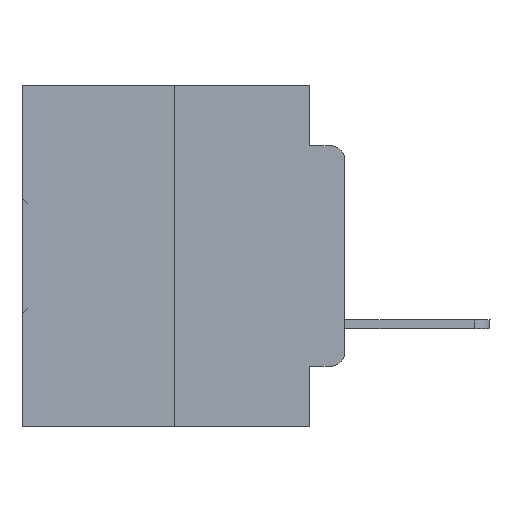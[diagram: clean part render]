
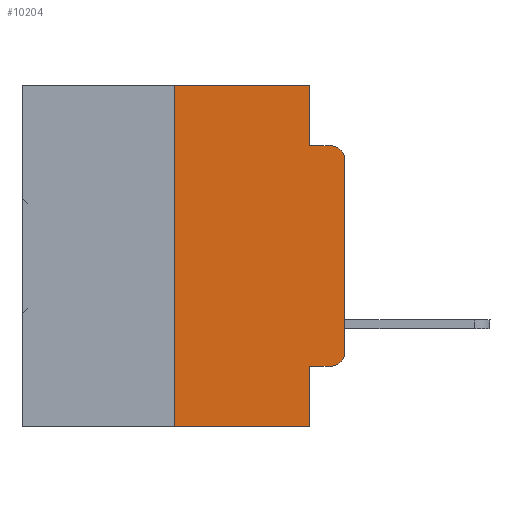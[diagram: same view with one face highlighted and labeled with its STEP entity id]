
A CAD part, left-side view. The second image highlights one B-rep face of the part: STEP entity #10204.
In plain terms, the highlighted planar face has unit normal (-1, 0, 0).
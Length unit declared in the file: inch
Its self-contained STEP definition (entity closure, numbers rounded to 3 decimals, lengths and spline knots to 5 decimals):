
#1084 = CARTESIAN_POINT ( 'NONE',  ( 0., 0.473, -0.5 ) ) ;
#1106 = ORIENTED_EDGE ( 'NONE', *, *, #11350, .F. ) ;
#1427 = CIRCLE ( 'NONE', #29810, 0.02 ) ;
#1641 = CARTESIAN_POINT ( 'NONE',  ( 0., 0., -0.1085 ) ) ;
#2346 = DIRECTION ( 'NONE',  ( 0., -1., 0. ) ) ;
#2560 = LINE ( 'NONE', #4943, #17148 ) ;
#2880 = CARTESIAN_POINT ( 'NONE',  ( 0., 0., 0. ) ) ;
#2983 = VECTOR ( 'NONE', #14082, 39.37008 ) ;
#3018 = CARTESIAN_POINT ( 'NONE',  ( 0., 0.02, -0.3915 ) ) ;
#3250 = VERTEX_POINT ( 'NONE', #21350 ) ;
#3884 = VERTEX_POINT ( 'NONE', #4051 ) ;
#4011 = ORIENTED_EDGE ( 'NONE', *, *, #19702, .F. ) ;
#4051 = CARTESIAN_POINT ( 'NONE',  ( 0., 0., -0.3915 ) ) ;
#4090 = VERTEX_POINT ( 'NONE', #13079 ) ;
#4230 = LINE ( 'NONE', #30020, #16582 ) ;
#4515 = EDGE_CURVE ( 'NONE', #25427, #5004, #18500, .T. ) ;
#4583 = VECTOR ( 'NONE', #2346, 39.37008 ) ;
#4943 = CARTESIAN_POINT ( 'NONE',  ( 0., 0.051, 0. ) ) ;
#5004 = VERTEX_POINT ( 'NONE', #9787 ) ;
#5105 = DIRECTION ( 'NONE',  ( 0., 0., 1. ) ) ;
#6773 = DIRECTION ( 'NONE',  ( -1., 0., 0. ) ) ;
#6798 = LINE ( 'NONE', #27471, #6905 ) ;
#6856 = ORIENTED_EDGE ( 'NONE', *, *, #33201, .F. ) ;
#6905 = VECTOR ( 'NONE', #17558, 39.37008 ) ;
#7301 = CARTESIAN_POINT ( 'NONE',  ( 0., 0.051, -0.0885 ) ) ;
#7593 = EDGE_CURVE ( 'NONE', #26080, #3250, #32034, .T. ) ;
#8997 = FACE_OUTER_BOUND ( 'NONE', #15237, .T. ) ;
#9215 = VERTEX_POINT ( 'NONE', #18014 ) ;
#9760 = ORIENTED_EDGE ( 'NONE', *, *, #12854, .T. ) ;
#9787 = CARTESIAN_POINT ( 'NONE',  ( 0., 0.02, -0.4115 ) ) ;
#10204 = ADVANCED_FACE ( 'NONE', ( #8997 ), #19073, .F. ) ;
#10474 = CARTESIAN_POINT ( 'NONE',  ( 0., 0.051, -0.4115 ) ) ;
#11350 = EDGE_CURVE ( 'NONE', #9215, #4090, #2560, .T. ) ;
#11729 = DIRECTION ( 'NONE',  ( 1., 0., 0. ) ) ;
#11917 = VERTEX_POINT ( 'NONE', #26899 ) ;
#12723 = ORIENTED_EDGE ( 'NONE', *, *, #4515, .T. ) ;
#12854 = EDGE_CURVE ( 'NONE', #5004, #3884, #1427, .T. ) ;
#13079 = CARTESIAN_POINT ( 'NONE',  ( 0., 0.051, -0.0885 ) ) ;
#13092 = LINE ( 'NONE', #7301, #4583 ) ;
#14082 = DIRECTION ( 'NONE',  ( 0., -1., 0. ) ) ;
#14191 = ORIENTED_EDGE ( 'NONE', *, *, #29023, .T. ) ;
#15197 = LINE ( 'NONE', #2880, #29594 ) ;
#15237 = EDGE_LOOP ( 'NONE', ( #14191, #29696, #24256, #1106, #17282, #4011, #16078, #6856, #12723, #9760 ) ) ;
#16078 = ORIENTED_EDGE ( 'NONE', *, *, #31449, .T. ) ;
#16349 = DIRECTION ( 'NONE',  ( 0., 0., -1. ) ) ;
#16582 = VECTOR ( 'NONE', #27961, 39.37008 ) ;
#17148 = VECTOR ( 'NONE', #30925, 39.37008 ) ;
#17282 = ORIENTED_EDGE ( 'NONE', *, *, #30623, .F. ) ;
#17558 = DIRECTION ( 'NONE',  ( 0., 0., -1. ) ) ;
#18014 = CARTESIAN_POINT ( 'NONE',  ( 0., 0.051, 0. ) ) ;
#18500 = LINE ( 'NONE', #10474, #22796 ) ;
#19073 = PLANE ( 'NONE',  #27342 ) ;
#19702 = EDGE_CURVE ( 'NONE', #28288, #11917, #28803, .T. ) ;
#21350 = CARTESIAN_POINT ( 'NONE',  ( 0., 0.02, -0.0885 ) ) ;
#22796 = VECTOR ( 'NONE', #28910, 39.37008 ) ;
#23335 = DIRECTION ( 'NONE',  ( -1., 0., 0. ) ) ;
#24192 = CARTESIAN_POINT ( 'NONE',  ( 0., 0.25, 0. ) ) ;
#24256 = ORIENTED_EDGE ( 'NONE', *, *, #30728, .F. ) ;
#24313 = CARTESIAN_POINT ( 'NONE',  ( 0., 0.25, -0.5 ) ) ;
#24693 = CARTESIAN_POINT ( 'NONE',  ( 0., 0.473, 0. ) ) ;
#25035 = DIRECTION ( 'NONE',  ( 0., 0., -1. ) ) ;
#25427 = VERTEX_POINT ( 'NONE', #28070 ) ;
#25480 = AXIS2_PLACEMENT_3D ( 'NONE', #30347, #6773, #25035 ) ;
#26080 = VERTEX_POINT ( 'NONE', #1641 ) ;
#26586 = VERTEX_POINT ( 'NONE', #29967 ) ;
#26587 = DIRECTION ( 'NONE',  ( 0., 0., -1. ) ) ;
#26899 = CARTESIAN_POINT ( 'NONE',  ( 0., 0.25, 0. ) ) ;
#27342 = AXIS2_PLACEMENT_3D ( 'NONE', #24693, #11729, #16349 ) ;
#27471 = CARTESIAN_POINT ( 'NONE',  ( 0., 0.051, 0. ) ) ;
#27552 = LINE ( 'NONE', #1084, #2983 ) ;
#27961 = DIRECTION ( 'NONE',  ( 0., -1., 0. ) ) ;
#28070 = CARTESIAN_POINT ( 'NONE',  ( 0., 0.051, -0.4115 ) ) ;
#28288 = VERTEX_POINT ( 'NONE', #24313 ) ;
#28803 = LINE ( 'NONE', #24192, #28936 ) ;
#28910 = DIRECTION ( 'NONE',  ( 0., -1., 0. ) ) ;
#28936 = VECTOR ( 'NONE', #31547, 39.37008 ) ;
#29023 = EDGE_CURVE ( 'NONE', #3884, #26080, #15197, .T. ) ;
#29594 = VECTOR ( 'NONE', #5105, 39.37008 ) ;
#29696 = ORIENTED_EDGE ( 'NONE', *, *, #7593, .T. ) ;
#29810 = AXIS2_PLACEMENT_3D ( 'NONE', #3018, #23335, #26587 ) ;
#29967 = CARTESIAN_POINT ( 'NONE',  ( 0., 0.051, -0.5 ) ) ;
#30020 = CARTESIAN_POINT ( 'NONE',  ( 0., 0.473, 0. ) ) ;
#30347 = CARTESIAN_POINT ( 'NONE',  ( 0., 0.02, -0.1085 ) ) ;
#30623 = EDGE_CURVE ( 'NONE', #11917, #9215, #4230, .T. ) ;
#30728 = EDGE_CURVE ( 'NONE', #4090, #3250, #13092, .T. ) ;
#30925 = DIRECTION ( 'NONE',  ( 0., 0., -1. ) ) ;
#31449 = EDGE_CURVE ( 'NONE', #28288, #26586, #27552, .T. ) ;
#31547 = DIRECTION ( 'NONE',  ( 0., 0., 1. ) ) ;
#32034 = CIRCLE ( 'NONE', #25480, 0.02 ) ;
#33201 = EDGE_CURVE ( 'NONE', #25427, #26586, #6798, .T. ) ;
